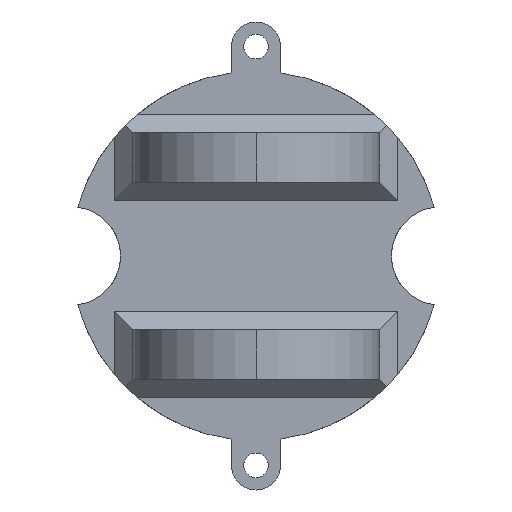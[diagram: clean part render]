
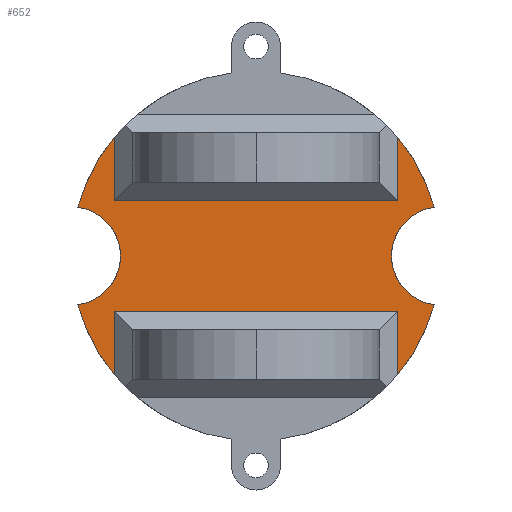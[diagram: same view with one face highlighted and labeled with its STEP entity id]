
A CAD part, front view. The second image highlights one B-rep face of the part: STEP entity #652.
In plain terms, the highlighted planar face has unit normal (0, -1, 0).
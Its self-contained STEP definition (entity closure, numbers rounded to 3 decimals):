
#52 = CARTESIAN_POINT ( 'NONE',  ( -5.75, -3., 0. ) ) ;
#98 = DIRECTION ( 'NONE',  ( 0., -1., 0. ) ) ;
#102 = EDGE_CURVE ( 'NONE', #1516, #1013, #1402, .T. ) ;
#109 = VERTEX_POINT ( 'NONE', #1192 ) ;
#125 = CIRCLE ( 'NONE', #526, 7.5 ) ;
#136 = DIRECTION ( 'NONE',  ( 0., 0., 1. ) ) ;
#140 = ORIENTED_EDGE ( 'NONE', *, *, #865, .F. ) ;
#141 = ORIENTED_EDGE ( 'NONE', *, *, #1681, .T. ) ;
#177 = DIRECTION ( 'NONE',  ( 0., 0., -1. ) ) ;
#181 = CARTESIAN_POINT ( 'NONE',  ( 0., -3., 0. ) ) ;
#189 = EDGE_CURVE ( 'NONE', #1516, #336, #766, .T. ) ;
#266 = DIRECTION ( 'NONE',  ( 0., -1., 0. ) ) ;
#305 = EDGE_CURVE ( 'NONE', #979, #1452, #1184, .T. ) ;
#331 = CARTESIAN_POINT ( 'NONE',  ( -5.75, -3., 4.815 ) ) ;
#336 = VERTEX_POINT ( 'NONE', #718 ) ;
#373 = LINE ( 'NONE', #1690, #1388 ) ;
#400 = CARTESIAN_POINT ( 'NONE',  ( 5.75, -3., -2.25 ) ) ;
#424 = CARTESIAN_POINT ( 'NONE',  ( 5.75, -3., 3. ) ) ;
#437 = AXIS2_PLACEMENT_3D ( 'NONE', #1079, #1242, #635 ) ;
#454 = AXIS2_PLACEMENT_3D ( 'NONE', #1543, #1251, #1552 ) ;
#466 = ORIENTED_EDGE ( 'NONE', *, *, #189, .F. ) ;
#493 = EDGE_CURVE ( 'NONE', #1592, #663, #934, .T. ) ;
#526 = AXIS2_PLACEMENT_3D ( 'NONE', #1806, #98, #582 ) ;
#528 = CARTESIAN_POINT ( 'NONE',  ( -7.5, -3., 0. ) ) ;
#532 = ORIENTED_EDGE ( 'NONE', *, *, #1812, .T. ) ;
#548 = AXIS2_PLACEMENT_3D ( 'NONE', #181, #1269, #1396 ) ;
#582 = DIRECTION ( 'NONE',  ( 0., 0., -1. ) ) ;
#584 = CARTESIAN_POINT ( 'NONE',  ( 0., -3., 0. ) ) ;
#593 = DIRECTION ( 'NONE',  ( 0., 0., -1. ) ) ;
#603 = CARTESIAN_POINT ( 'NONE',  ( 5.75, -3., 2.25 ) ) ;
#635 = DIRECTION ( 'NONE',  ( 0., 0., -1. ) ) ;
#637 = DIRECTION ( 'NONE',  ( 1., 0., 0. ) ) ;
#645 = EDGE_CURVE ( 'NONE', #1206, #979, #373, .T. ) ;
#652 = ADVANCED_FACE ( 'NONE', ( #891 ), #2020, .T. ) ;
#657 = CARTESIAN_POINT ( 'NONE',  ( 5.75, -3., 0. ) ) ;
#658 = ORIENTED_EDGE ( 'NONE', *, *, #493, .T. ) ;
#663 = VERTEX_POINT ( 'NONE', #966 ) ;
#690 = DIRECTION ( 'NONE',  ( 0., 0., -1. ) ) ;
#718 = CARTESIAN_POINT ( 'NONE',  ( 7.233, -3., -1.982 ) ) ;
#766 = CIRCLE ( 'NONE', #437, 2. ) ;
#780 = LINE ( 'NONE', #1974, #1067 ) ;
#796 = ORIENTED_EDGE ( 'NONE', *, *, #1321, .T. ) ;
#859 = VERTEX_POINT ( 'NONE', #1617 ) ;
#865 = EDGE_CURVE ( 'NONE', #1860, #859, #1524, .T. ) ;
#880 = ORIENTED_EDGE ( 'NONE', *, *, #1692, .T. ) ;
#891 = FACE_OUTER_BOUND ( 'NONE', #922, .T. ) ;
#922 = EDGE_LOOP ( 'NONE', ( #140, #532, #880, #1268, #1442, #2011, #466, #1446, #141, #658, #796, #1965 ) ) ;
#934 = LINE ( 'NONE', #1207, #984 ) ;
#937 = EDGE_CURVE ( 'NONE', #1452, #336, #1168, .T. ) ;
#966 = CARTESIAN_POINT ( 'NONE',  ( -5.75, -3., 2.25 ) ) ;
#979 = VERTEX_POINT ( 'NONE', #400 ) ;
#982 = LINE ( 'NONE', #424, #1948 ) ;
#984 = VECTOR ( 'NONE', #1657, 1000. ) ;
#996 = CARTESIAN_POINT ( 'NONE',  ( 7.233, -3., 1.982 ) ) ;
#1013 = VERTEX_POINT ( 'NONE', #1824 ) ;
#1021 = AXIS2_PLACEMENT_3D ( 'NONE', #584, #1042, #1361 ) ;
#1042 = DIRECTION ( 'NONE',  ( 0., -1., 0. ) ) ;
#1067 = VECTOR ( 'NONE', #136, 1000. ) ;
#1079 = CARTESIAN_POINT ( 'NONE',  ( 7.5, -3., 0. ) ) ;
#1113 = DIRECTION ( 'NONE',  ( 0., 0., 1. ) ) ;
#1168 = CIRCLE ( 'NONE', #1780, 7.5 ) ;
#1184 = LINE ( 'NONE', #657, #1640 ) ;
#1192 = CARTESIAN_POINT ( 'NONE',  ( -5.75, -3., -4.815 ) ) ;
#1206 = VERTEX_POINT ( 'NONE', #1406 ) ;
#1207 = CARTESIAN_POINT ( 'NONE',  ( 0., -3., 2.25 ) ) ;
#1240 = VERTEX_POINT ( 'NONE', #331 ) ;
#1242 = DIRECTION ( 'NONE',  ( 0., -1., 0. ) ) ;
#1251 = DIRECTION ( 'NONE',  ( 0., -1., 0. ) ) ;
#1268 = ORIENTED_EDGE ( 'NONE', *, *, #645, .T. ) ;
#1269 = DIRECTION ( 'NONE',  ( 0., -1., 0. ) ) ;
#1270 = VECTOR ( 'NONE', #1113, 1000. ) ;
#1321 = EDGE_CURVE ( 'NONE', #663, #1240, #1727, .T. ) ;
#1342 = DIRECTION ( 'NONE',  ( 0., 0., -1. ) ) ;
#1361 = DIRECTION ( 'NONE',  ( 0., 0., -1. ) ) ;
#1388 = VECTOR ( 'NONE', #637, 1000. ) ;
#1396 = DIRECTION ( 'NONE',  ( 0., 0., -1. ) ) ;
#1402 = CIRCLE ( 'NONE', #1021, 7.5 ) ;
#1406 = CARTESIAN_POINT ( 'NONE',  ( -5.75, -3., -2.25 ) ) ;
#1442 = ORIENTED_EDGE ( 'NONE', *, *, #305, .T. ) ;
#1446 = ORIENTED_EDGE ( 'NONE', *, *, #102, .T. ) ;
#1452 = VERTEX_POINT ( 'NONE', #1455 ) ;
#1455 = CARTESIAN_POINT ( 'NONE',  ( 5.75, -3., -4.815 ) ) ;
#1484 = CARTESIAN_POINT ( 'NONE',  ( 0., -3., 0. ) ) ;
#1492 = AXIS2_PLACEMENT_3D ( 'NONE', #528, #1599, #690 ) ;
#1516 = VERTEX_POINT ( 'NONE', #996 ) ;
#1524 = CIRCLE ( 'NONE', #1492, 2. ) ;
#1543 = CARTESIAN_POINT ( 'NONE',  ( 0., -3., 0. ) ) ;
#1552 = DIRECTION ( 'NONE',  ( 0., 0., -1. ) ) ;
#1592 = VERTEX_POINT ( 'NONE', #603 ) ;
#1599 = DIRECTION ( 'NONE',  ( 0., -1., 0. ) ) ;
#1617 = CARTESIAN_POINT ( 'NONE',  ( -7.233, -3., 1.982 ) ) ;
#1623 = CIRCLE ( 'NONE', #548, 7.5 ) ;
#1624 = EDGE_CURVE ( 'NONE', #1240, #859, #125, .T. ) ;
#1640 = VECTOR ( 'NONE', #177, 1000. ) ;
#1657 = DIRECTION ( 'NONE',  ( -1., 0., 0. ) ) ;
#1681 = EDGE_CURVE ( 'NONE', #1013, #1592, #982, .T. ) ;
#1690 = CARTESIAN_POINT ( 'NONE',  ( 5., -3., -2.25 ) ) ;
#1692 = EDGE_CURVE ( 'NONE', #109, #1206, #780, .T. ) ;
#1727 = LINE ( 'NONE', #52, #1270 ) ;
#1780 = AXIS2_PLACEMENT_3D ( 'NONE', #1484, #266, #1342 ) ;
#1806 = CARTESIAN_POINT ( 'NONE',  ( 0., -3., 0. ) ) ;
#1812 = EDGE_CURVE ( 'NONE', #1860, #109, #1623, .T. ) ;
#1824 = CARTESIAN_POINT ( 'NONE',  ( 5.75, -3., 4.815 ) ) ;
#1860 = VERTEX_POINT ( 'NONE', #1881 ) ;
#1881 = CARTESIAN_POINT ( 'NONE',  ( -7.233, -3., -1.982 ) ) ;
#1948 = VECTOR ( 'NONE', #593, 1000. ) ;
#1965 = ORIENTED_EDGE ( 'NONE', *, *, #1624, .T. ) ;
#1974 = CARTESIAN_POINT ( 'NONE',  ( -5.75, -3., 0. ) ) ;
#2011 = ORIENTED_EDGE ( 'NONE', *, *, #937, .T. ) ;
#2020 = PLANE ( 'NONE',  #454 ) ;
